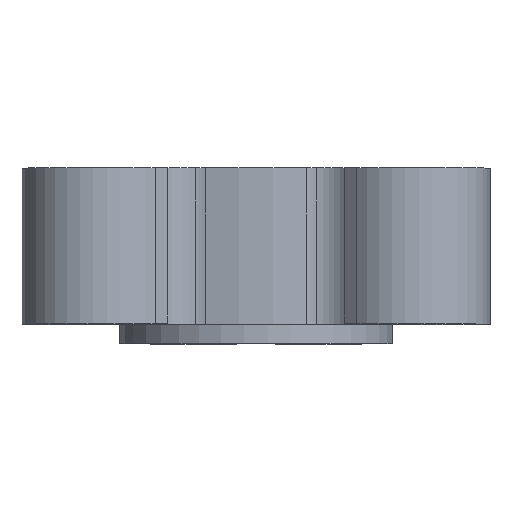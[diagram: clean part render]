
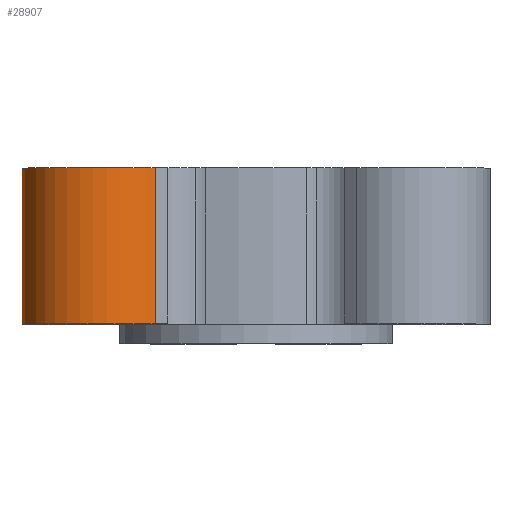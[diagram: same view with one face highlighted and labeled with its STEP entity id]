
A CAD part, top view. The second image highlights one B-rep face of the part: STEP entity #28907.
In plain terms, the highlighted cylindrical face has radius 4 mm (diameter 8 mm), a partial arc.
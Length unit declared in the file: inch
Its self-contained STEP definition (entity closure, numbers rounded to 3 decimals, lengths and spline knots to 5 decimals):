
#1083 = DIRECTION ( 'NONE',  ( 0., 1., 0. ) ) ;
#2129 = AXIS2_PLACEMENT_3D ( 'NONE', #26028, #1083, #13196 ) ;
#2778 = EDGE_CURVE ( 'NONE', #23429, #20165, #28427, .T. ) ;
#3032 = CIRCLE ( 'NONE', #2129, 0.15748 ) ;
#3034 = EDGE_CURVE ( 'NONE', #29891, #21678, #18674, .T. ) ;
#4551 = CARTESIAN_POINT ( 'NONE',  ( -0.31496, 0.35433, 0.31496 ) ) ;
#4660 = DIRECTION ( 'NONE',  ( 0., -1., 0. ) ) ;
#6395 = AXIS2_PLACEMENT_3D ( 'NONE', #13882, #26394, #18419 ) ;
#8243 = VECTOR ( 'NONE', #25740, 39.37008 ) ;
#8474 = EDGE_CURVE ( 'NONE', #21678, #20165, #3032, .T. ) ;
#8532 = ORIENTED_EDGE ( 'NONE', *, *, #3034, .T. ) ;
#9233 = FACE_OUTER_BOUND ( 'NONE', #25899, .T. ) ;
#10051 = CARTESIAN_POINT ( 'NONE',  ( -0.20361, 0.35433, 0.42632 ) ) ;
#12079 = DIRECTION ( 'NONE',  ( 0., 1., 0. ) ) ;
#12161 = CIRCLE ( 'NONE', #16054, 0.15748 ) ;
#12399 = CARTESIAN_POINT ( 'NONE',  ( -0.20361, 0.03937, 0.42632 ) ) ;
#13196 = DIRECTION ( 'NONE',  ( 0., 0., 1. ) ) ;
#13854 = CYLINDRICAL_SURFACE ( 'NONE', #6395, 0.15748 ) ;
#13882 = CARTESIAN_POINT ( 'NONE',  ( -0.31496, 0.35433, 0.31496 ) ) ;
#15161 = ORIENTED_EDGE ( 'NONE', *, *, #20414, .F. ) ;
#15734 = CARTESIAN_POINT ( 'NONE',  ( -0.42632, 0.35433, 0.20361 ) ) ;
#16054 = AXIS2_PLACEMENT_3D ( 'NONE', #4551, #12079, #31912 ) ;
#18419 = DIRECTION ( 'NONE',  ( 0., 0., -1. ) ) ;
#18674 = LINE ( 'NONE', #15734, #8243 ) ;
#20165 = VERTEX_POINT ( 'NONE', #12399 ) ;
#20414 = EDGE_CURVE ( 'NONE', #29891, #23429, #12161, .T. ) ;
#20546 = CARTESIAN_POINT ( 'NONE',  ( -0.42632, 0.03937, 0.20361 ) ) ;
#21678 = VERTEX_POINT ( 'NONE', #20546 ) ;
#23429 = VERTEX_POINT ( 'NONE', #10051 ) ;
#24524 = VECTOR ( 'NONE', #4660, 39.37008 ) ;
#24769 = CARTESIAN_POINT ( 'NONE',  ( -0.20361, 0.35433, 0.42632 ) ) ;
#25740 = DIRECTION ( 'NONE',  ( 0., -1., 0. ) ) ;
#25899 = EDGE_LOOP ( 'NONE', ( #31084, #26684, #15161, #8532 ) ) ;
#26028 = CARTESIAN_POINT ( 'NONE',  ( -0.31496, 0.03937, 0.31496 ) ) ;
#26394 = DIRECTION ( 'NONE',  ( 0., -1., 0. ) ) ;
#26684 = ORIENTED_EDGE ( 'NONE', *, *, #2778, .F. ) ;
#28427 = LINE ( 'NONE', #24769, #24524 ) ;
#28527 = CARTESIAN_POINT ( 'NONE',  ( -0.42632, 0.35433, 0.20361 ) ) ;
#28907 = ADVANCED_FACE ( 'NONE', ( #9233 ), #13854, .T. ) ;
#29891 = VERTEX_POINT ( 'NONE', #28527 ) ;
#31084 = ORIENTED_EDGE ( 'NONE', *, *, #8474, .T. ) ;
#31912 = DIRECTION ( 'NONE',  ( 0., 0., 1. ) ) ;
